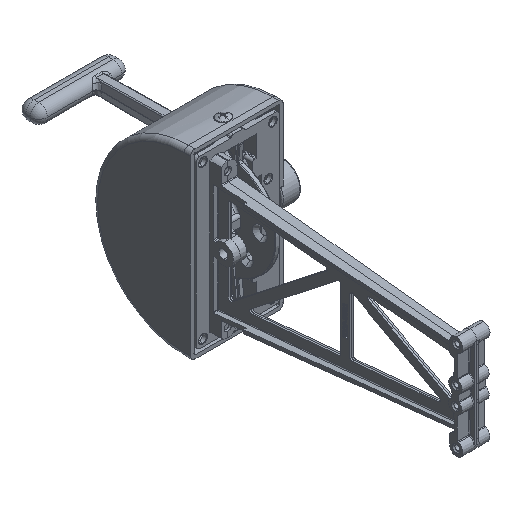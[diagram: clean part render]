
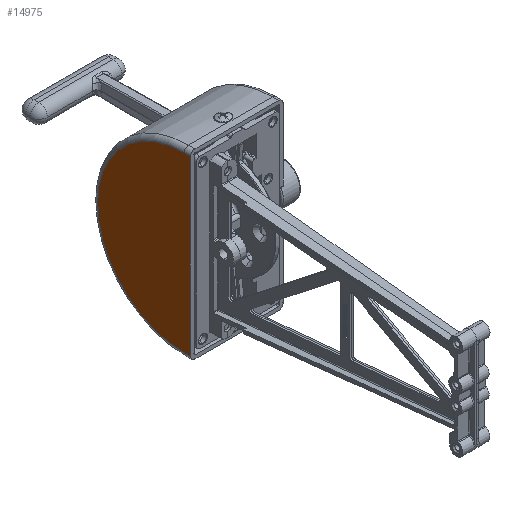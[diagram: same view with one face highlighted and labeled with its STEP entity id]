
A CAD part, isometric view. The second image highlights one B-rep face of the part: STEP entity #14975.
In plain terms, the highlighted planar face has unit normal (-1, 0, 0).
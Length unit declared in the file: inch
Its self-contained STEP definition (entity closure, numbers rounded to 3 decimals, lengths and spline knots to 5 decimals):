
#61 = CARTESIAN_POINT ( 'NONE',  ( -1.285, 0.205, 0. ) ) ;
#169 = EDGE_CURVE ( 'NONE', #30762, #15637, #5088, .T. ) ;
#547 = DIRECTION ( 'NONE',  ( 0., 0., -1. ) ) ;
#1462 = VECTOR ( 'NONE', #26729, 39.37008 ) ;
#1933 = VERTEX_POINT ( 'NONE', #20253 ) ;
#2885 = CARTESIAN_POINT ( 'NONE',  ( -1.285, 0.205, 0. ) ) ;
#2923 = VECTOR ( 'NONE', #11093, 39.37008 ) ;
#4159 = ORIENTED_EDGE ( 'NONE', *, *, #30154, .T. ) ;
#5088 = LINE ( 'NONE', #19396, #29802 ) ;
#5360 = DIRECTION ( 'NONE',  ( 1., 0., 0. ) ) ;
#7075 = CIRCLE ( 'NONE', #14503, 2.4 ) ;
#7367 = DIRECTION ( 'NONE',  ( 0., 0., -1. ) ) ;
#8668 = CARTESIAN_POINT ( 'NONE',  ( -1.285, 0.205, -2.4 ) ) ;
#9893 = ORIENTED_EDGE ( 'NONE', *, *, #30331, .T. ) ;
#10050 = PLANE ( 'NONE',  #14326 ) ;
#10195 = CARTESIAN_POINT ( 'NONE',  ( -1.285, 0.03, 2.4 ) ) ;
#11093 = DIRECTION ( 'NONE',  ( 0., -1., 0. ) ) ;
#14326 = AXIS2_PLACEMENT_3D ( 'NONE', #2885, #5360, #547 ) ;
#14503 = AXIS2_PLACEMENT_3D ( 'NONE', #61, #28672, #7367 ) ;
#14849 = FACE_OUTER_BOUND ( 'NONE', #21470, .T. ) ;
#14975 = ADVANCED_FACE ( 'NONE', ( #14849 ), #10050, .F. ) ;
#15637 = VERTEX_POINT ( 'NONE', #18380 ) ;
#16345 = ORIENTED_EDGE ( 'NONE', *, *, #169, .T. ) ;
#16454 = DIRECTION ( 'NONE',  ( 0., 1., 0. ) ) ;
#18366 = CARTESIAN_POINT ( 'NONE',  ( -1.285, 0.205, -2.4 ) ) ;
#18380 = CARTESIAN_POINT ( 'NONE',  ( -1.285, 0.205, 2.4 ) ) ;
#18510 = LINE ( 'NONE', #28013, #1462 ) ;
#19207 = ORIENTED_EDGE ( 'NONE', *, *, #20677, .T. ) ;
#19396 = CARTESIAN_POINT ( 'NONE',  ( -1.285, 0.205, 2.4 ) ) ;
#20090 = LINE ( 'NONE', #18366, #2923 ) ;
#20253 = CARTESIAN_POINT ( 'NONE',  ( -1.285, 0.03, -2.4 ) ) ;
#20677 = EDGE_CURVE ( 'NONE', #15637, #29190, #7075, .T. ) ;
#21470 = EDGE_LOOP ( 'NONE', ( #9893, #16345, #19207, #4159 ) ) ;
#26729 = DIRECTION ( 'NONE',  ( 0., 0., 1. ) ) ;
#28013 = CARTESIAN_POINT ( 'NONE',  ( -1.285, 0.03, -2.525 ) ) ;
#28672 = DIRECTION ( 'NONE',  ( -1., 0., 0. ) ) ;
#29190 = VERTEX_POINT ( 'NONE', #8668 ) ;
#29802 = VECTOR ( 'NONE', #16454, 39.37008 ) ;
#30154 = EDGE_CURVE ( 'NONE', #29190, #1933, #20090, .T. ) ;
#30331 = EDGE_CURVE ( 'NONE', #1933, #30762, #18510, .T. ) ;
#30762 = VERTEX_POINT ( 'NONE', #10195 ) ;
